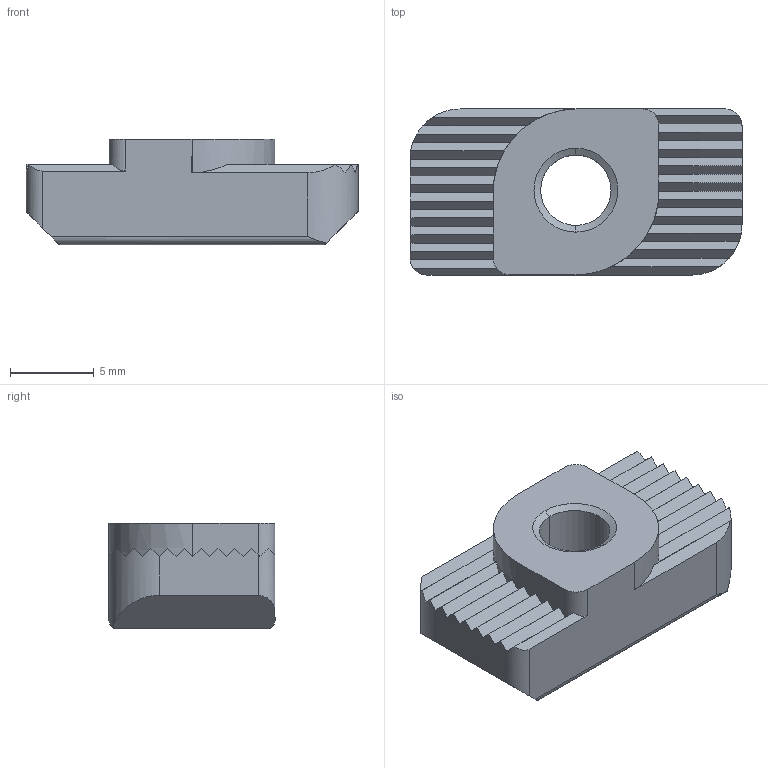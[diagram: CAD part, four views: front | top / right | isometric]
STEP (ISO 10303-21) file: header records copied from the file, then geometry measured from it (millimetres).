
FILE_DESCRIPTION(('Creo Elements/Direct Modeling STEP Export'),'2;1');
FILE_NAME('44.0095_Flachnutenstein-MMS-44_M5.stp','2022-03-21T 8:56:30',(''),(''),'PTC Creo Elements/Direct Modeling STEP processor for AP214 (Solid Model)','PTC Creo Elements/Direct Modeling 19.0C 15-Aug-2015 (C) Parametric Technology GmbH','');
FILE_SCHEMA(('AUTOMOTIVE_DESIGN { 1 0 10303 214 1 1 1 1 }'));
Length unit declared in the file: millimetre
Products named in the file (2): Flachnutenstein-MMS-44_M5_44.0095_PX172977
Assembly tree (1 placements, depth 2):
  Flachnutenstein-MMS-44_M5_44.0095_PX172977
    Flachnutenstein-MMS-44_M5_44.0095_PX172977
Bounding box: 19.8 x 9.9 x 6.3 mm (x, y, z)
Volume: 900.6 mm3; surface area: 756.6 mm2
Topology: 1 solids, 1 shells, 68 faces, 190 edges, 124 vertices
Faces by surface type: plane 52, cylinder 12, cone 4
Entity records: 2301 total; most frequent: CARTESIAN_POINT 436, DIRECTION 388, ORIENTED_EDGE 380, EDGE_CURVE 190, AXIS2_PLACEMENT_3D 132, VERTEX_POINT 124, VECTOR 124, LINE 124
